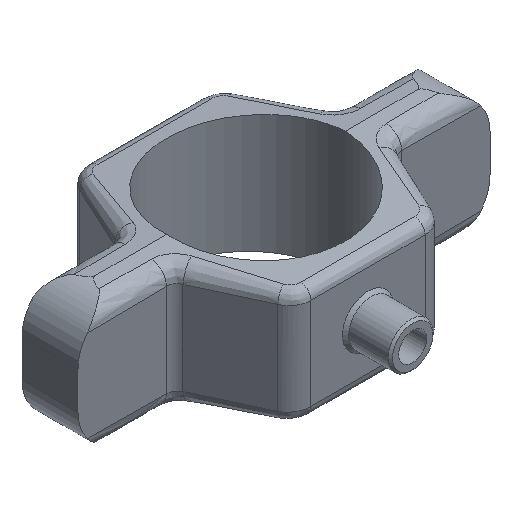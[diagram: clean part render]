
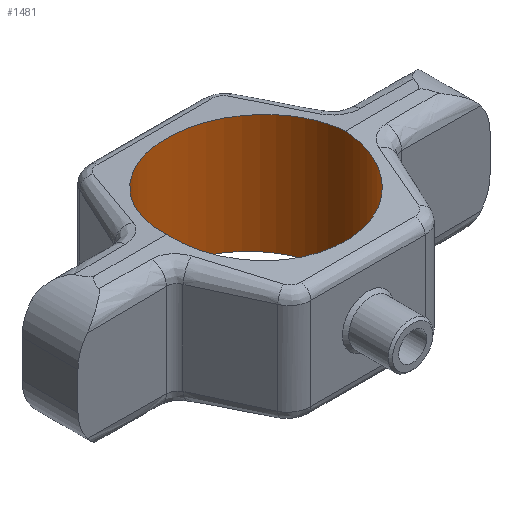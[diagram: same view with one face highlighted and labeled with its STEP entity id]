
A CAD part, isometric view. The second image highlights one B-rep face of the part: STEP entity #1481.
In plain terms, the highlighted cylindrical face has radius 25.337 mm (diameter 50.673 mm), a full revolution.
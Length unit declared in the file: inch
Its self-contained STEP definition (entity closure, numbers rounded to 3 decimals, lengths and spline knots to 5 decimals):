
#17 = CARTESIAN_POINT ( 'NONE',  ( -0.9975, 1.995, 0.57552 ) ) ;
#123 = CARTESIAN_POINT ( 'NONE',  ( 0., 0., 0.625 ) ) ;
#242 = CARTESIAN_POINT ( 'NONE',  ( 0.9975, 0., 0.70802 ) ) ;
#253 =( BOUNDED_CURVE ( )  B_SPLINE_CURVE ( 3, ( #1600, #17, #1376, #242 ),
 .UNSPECIFIED., .F., .T. ) 
 B_SPLINE_CURVE_WITH_KNOTS ( ( 4, 4 ),
 ( 4.71239, 7.85398 ),
 .UNSPECIFIED. ) 
 CURVE ( )  GEOMETRIC_REPRESENTATION_ITEM ( )  RATIONAL_B_SPLINE_CURVE ( ( 1., 0.333, 0.333, 1. ) ) 
 REPRESENTATION_ITEM ( '' )  );
#272 = CARTESIAN_POINT ( 'NONE',  ( -0.9975, 0., 0.70802 ) ) ;
#347 = ORIENTED_EDGE ( 'NONE', *, *, #1539, .T. ) ;
#388 = CARTESIAN_POINT ( 'NONE',  ( 0.9975, 0., -0.70802 ) ) ;
#446 = CARTESIAN_POINT ( 'NONE',  ( 0.9975, 0., 0.70802 ) ) ;
#622 = CARTESIAN_POINT ( 'NONE',  ( -0.9975, 0., -0.70802 ) ) ;
#632 = EDGE_CURVE ( 'NONE', #1026, #1792, #253, .T. ) ;
#657 = CARTESIAN_POINT ( 'NONE',  ( -0.9975, 0., -0.70802 ) ) ;
#728 = CARTESIAN_POINT ( 'NONE',  ( 0.9975, -1.995, 0.57552 ) ) ;
#766 = DIRECTION ( 'NONE',  ( -1., 0., 0. ) ) ;
#778 = EDGE_CURVE ( 'NONE', #1026, #1792, #1098, .T. ) ;
#863 = CYLINDRICAL_SURFACE ( 'NONE', #1826, 0.9975 ) ;
#1026 = VERTEX_POINT ( 'NONE', #1078 ) ;
#1038 = FACE_OUTER_BOUND ( 'NONE', #2494, .T. ) ;
#1067 = FACE_OUTER_BOUND ( 'NONE', #1823, .T. ) ;
#1068 = CARTESIAN_POINT ( 'NONE',  ( -0.9975, 0., -0.70802 ) ) ;
#1078 = CARTESIAN_POINT ( 'NONE',  ( -0.9975, 0., 0.70802 ) ) ;
#1092 = ORIENTED_EDGE ( 'NONE', *, *, #1373, .F. ) ;
#1098 =( BOUNDED_CURVE ( )  B_SPLINE_CURVE ( 3, ( #272, #2058, #728, #2300 ),
 .UNSPECIFIED., .F., .F. ) 
 B_SPLINE_CURVE_WITH_KNOTS ( ( 4, 4 ),
 ( 4.71239, 7.85398 ),
 .UNSPECIFIED. ) 
 CURVE ( )  GEOMETRIC_REPRESENTATION_ITEM ( )  RATIONAL_B_SPLINE_CURVE ( ( 1., 0.333, 0.333, 1. ) ) 
 REPRESENTATION_ITEM ( '' )  );
#1296 = CARTESIAN_POINT ( 'NONE',  ( 0.9975, 1.995, -0.57552 ) ) ;
#1365 =( BOUNDED_CURVE ( )  B_SPLINE_CURVE ( 3, ( #657, #2005, #1537, #2225 ),
 .UNSPECIFIED., .F., .T. ) 
 B_SPLINE_CURVE_WITH_KNOTS ( ( 4, 4 ),
 ( 1.5708, 4.71239 ),
 .UNSPECIFIED. ) 
 CURVE ( )  GEOMETRIC_REPRESENTATION_ITEM ( )  RATIONAL_B_SPLINE_CURVE ( ( 1., 0.333, 0.333, 1. ) ) 
 REPRESENTATION_ITEM ( '' )  );
#1373 = EDGE_CURVE ( 'NONE', #1580, #1517, #1365, .T. ) ;
#1376 = CARTESIAN_POINT ( 'NONE',  ( 0.9975, 1.995, 0.57552 ) ) ;
#1453 =( BOUNDED_CURVE ( )  B_SPLINE_CURVE ( 3, ( #1068, #2661, #1296, #2916 ),
 .UNSPECIFIED., .F., .F. ) 
 B_SPLINE_CURVE_WITH_KNOTS ( ( 4, 4 ),
 ( 1.5708, 4.71239 ),
 .UNSPECIFIED. ) 
 CURVE ( )  GEOMETRIC_REPRESENTATION_ITEM ( )  RATIONAL_B_SPLINE_CURVE ( ( 1., 0.333, 0.333, 1. ) ) 
 REPRESENTATION_ITEM ( '' )  );
#1481 = ADVANCED_FACE ( 'NONE', ( #1038, #1067 ), #863, .F. ) ;
#1482 = DIRECTION ( 'NONE',  ( 0., 0., -1. ) ) ;
#1510 = ORIENTED_EDGE ( 'NONE', *, *, #778, .T. ) ;
#1517 = VERTEX_POINT ( 'NONE', #388 ) ;
#1537 = CARTESIAN_POINT ( 'NONE',  ( 0.9975, -1.995, -0.57552 ) ) ;
#1539 = EDGE_CURVE ( 'NONE', #1580, #1517, #1453, .T. ) ;
#1580 = VERTEX_POINT ( 'NONE', #622 ) ;
#1600 = CARTESIAN_POINT ( 'NONE',  ( -0.9975, 0., 0.70802 ) ) ;
#1792 = VERTEX_POINT ( 'NONE', #446 ) ;
#1823 = EDGE_LOOP ( 'NONE', ( #2085, #1510 ) ) ;
#1826 = AXIS2_PLACEMENT_3D ( 'NONE', #123, #1482, #766 ) ;
#2005 = CARTESIAN_POINT ( 'NONE',  ( -0.9975, -1.995, -0.57552 ) ) ;
#2058 = CARTESIAN_POINT ( 'NONE',  ( -0.9975, -1.995, 0.57552 ) ) ;
#2085 = ORIENTED_EDGE ( 'NONE', *, *, #632, .F. ) ;
#2225 = CARTESIAN_POINT ( 'NONE',  ( 0.9975, 0., -0.70802 ) ) ;
#2300 = CARTESIAN_POINT ( 'NONE',  ( 0.9975, 0., 0.70802 ) ) ;
#2494 = EDGE_LOOP ( 'NONE', ( #1092, #347 ) ) ;
#2661 = CARTESIAN_POINT ( 'NONE',  ( -0.9975, 1.995, -0.57552 ) ) ;
#2916 = CARTESIAN_POINT ( 'NONE',  ( 0.9975, 0., -0.70802 ) ) ;
